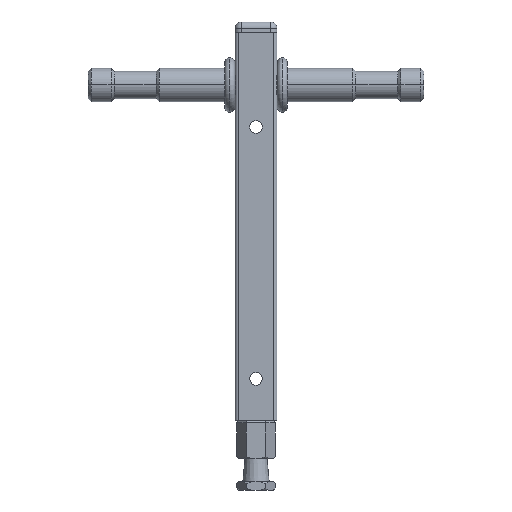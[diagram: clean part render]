
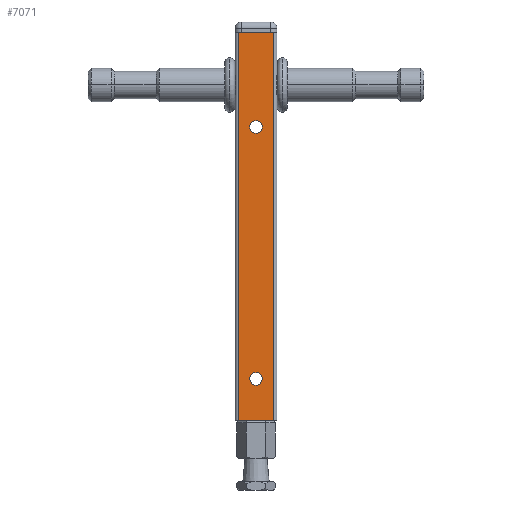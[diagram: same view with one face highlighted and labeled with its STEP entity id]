
A CAD part, left-side view. The second image highlights one B-rep face of the part: STEP entity #7071.
In plain terms, the highlighted planar face has unit normal (-1, 0, 0).
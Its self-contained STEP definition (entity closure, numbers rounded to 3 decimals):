
#503 = DIRECTION ( 'NONE',  ( 1., 0., 0. ) ) ;
#1138 = VERTEX_POINT ( 'NONE', #15283 ) ;
#1287 = VERTEX_POINT ( 'NONE', #2860 ) ;
#1834 = ORIENTED_EDGE ( 'NONE', *, *, #7602, .T. ) ;
#1866 = CARTESIAN_POINT ( 'NONE',  ( -10., 0., 377. ) ) ;
#2711 = VERTEX_POINT ( 'NONE', #16331 ) ;
#2860 = CARTESIAN_POINT ( 'NONE',  ( -10., 8.5, 240. ) ) ;
#3099 = CARTESIAN_POINT ( 'NONE',  ( -10., 0., 260. ) ) ;
#3834 = CARTESIAN_POINT ( 'NONE',  ( -10., -8.5, 425. ) ) ;
#4030 = AXIS2_PLACEMENT_3D ( 'NONE', #3099, #8377, #5577 ) ;
#4075 = CARTESIAN_POINT ( 'NONE',  ( -10., 8.5, 425. ) ) ;
#4218 = CARTESIAN_POINT ( 'NONE',  ( -10., 0., 380. ) ) ;
#4411 = DIRECTION ( 'NONE',  ( 0., 0., -1. ) ) ;
#4464 = FACE_OUTER_BOUND ( 'NONE', #5612, .T. ) ;
#4486 = VERTEX_POINT ( 'NONE', #3834 ) ;
#4679 = CIRCLE ( 'NONE', #14025, 3. ) ;
#4719 = VECTOR ( 'NONE', #14844, 1000. ) ;
#4810 = CIRCLE ( 'NONE', #6645, 3. ) ;
#5134 = LINE ( 'NONE', #5848, #4719 ) ;
#5577 = DIRECTION ( 'NONE',  ( 0., 0., -1. ) ) ;
#5612 = EDGE_LOOP ( 'NONE', ( #15675, #12344, #10057, #6150 ) ) ;
#5848 = CARTESIAN_POINT ( 'NONE',  ( -10., 8.5, 240. ) ) ;
#6150 = ORIENTED_EDGE ( 'NONE', *, *, #10439, .F. ) ;
#6458 = CIRCLE ( 'NONE', #4030, 3. ) ;
#6469 = FACE_BOUND ( 'NONE', #10852, .T. ) ;
#6586 = VECTOR ( 'NONE', #4411, 1000. ) ;
#6645 = AXIS2_PLACEMENT_3D ( 'NONE', #16465, #8849, #7325 ) ;
#6984 = DIRECTION ( 'NONE',  ( 0., 1., 0. ) ) ;
#7071 = ADVANCED_FACE ( 'NONE', ( #13097, #6469, #4464 ), #8204, .F. ) ;
#7204 = VECTOR ( 'NONE', #15319, 1000. ) ;
#7325 = DIRECTION ( 'NONE',  ( 0., 0., -1. ) ) ;
#7343 = CARTESIAN_POINT ( 'NONE',  ( -10., 0., 380. ) ) ;
#7560 = VECTOR ( 'NONE', #11124, 1000. ) ;
#7602 = EDGE_CURVE ( 'NONE', #8030, #13999, #14093, .T. ) ;
#7902 = EDGE_CURVE ( 'NONE', #1138, #9423, #6458, .T. ) ;
#8030 = VERTEX_POINT ( 'NONE', #15008 ) ;
#8034 = DIRECTION ( 'NONE',  ( 1., 0., 0. ) ) ;
#8132 = LINE ( 'NONE', #16063, #7560 ) ;
#8204 = PLANE ( 'NONE',  #14440 ) ;
#8230 = ORIENTED_EDGE ( 'NONE', *, *, #15997, .T. ) ;
#8377 = DIRECTION ( 'NONE',  ( 1., 0., 0. ) ) ;
#8849 = DIRECTION ( 'NONE',  ( 1., 0., 0. ) ) ;
#9423 = VERTEX_POINT ( 'NONE', #11142 ) ;
#9797 = EDGE_CURVE ( 'NONE', #9423, #1138, #4810, .T. ) ;
#10057 = ORIENTED_EDGE ( 'NONE', *, *, #11085, .F. ) ;
#10177 = CARTESIAN_POINT ( 'NONE',  ( -10., 8.5, 425. ) ) ;
#10439 = EDGE_CURVE ( 'NONE', #10966, #4486, #15817, .T. ) ;
#10845 = CARTESIAN_POINT ( 'NONE',  ( -10., 8.5, 425. ) ) ;
#10852 = EDGE_LOOP ( 'NONE', ( #10970, #15557 ) ) ;
#10966 = VERTEX_POINT ( 'NONE', #4075 ) ;
#10970 = ORIENTED_EDGE ( 'NONE', *, *, #9797, .T. ) ;
#11085 = EDGE_CURVE ( 'NONE', #4486, #2711, #13006, .T. ) ;
#11124 = DIRECTION ( 'NONE',  ( 0., 0., -1. ) ) ;
#11142 = CARTESIAN_POINT ( 'NONE',  ( -10., 0., 257. ) ) ;
#11751 = AXIS2_PLACEMENT_3D ( 'NONE', #7343, #13959, #15249 ) ;
#12239 = EDGE_CURVE ( 'NONE', #10966, #1287, #8132, .T. ) ;
#12344 = ORIENTED_EDGE ( 'NONE', *, *, #12354, .T. ) ;
#12354 = EDGE_CURVE ( 'NONE', #1287, #2711, #5134, .T. ) ;
#12513 = EDGE_LOOP ( 'NONE', ( #8230, #1834 ) ) ;
#13006 = LINE ( 'NONE', #16014, #6586 ) ;
#13097 = FACE_BOUND ( 'NONE', #12513, .T. ) ;
#13959 = DIRECTION ( 'NONE',  ( 1., 0., 0. ) ) ;
#13999 = VERTEX_POINT ( 'NONE', #1866 ) ;
#14025 = AXIS2_PLACEMENT_3D ( 'NONE', #4218, #8034, #14484 ) ;
#14093 = CIRCLE ( 'NONE', #11751, 3. ) ;
#14440 = AXIS2_PLACEMENT_3D ( 'NONE', #10845, #503, #6984 ) ;
#14484 = DIRECTION ( 'NONE',  ( 0., 0., -1. ) ) ;
#14844 = DIRECTION ( 'NONE',  ( 0., -1., 0. ) ) ;
#15008 = CARTESIAN_POINT ( 'NONE',  ( -10., 0., 383. ) ) ;
#15249 = DIRECTION ( 'NONE',  ( 0., 0., -1. ) ) ;
#15283 = CARTESIAN_POINT ( 'NONE',  ( -10., 0., 263. ) ) ;
#15319 = DIRECTION ( 'NONE',  ( 0., -1., 0. ) ) ;
#15557 = ORIENTED_EDGE ( 'NONE', *, *, #7902, .T. ) ;
#15675 = ORIENTED_EDGE ( 'NONE', *, *, #12239, .T. ) ;
#15817 = LINE ( 'NONE', #10177, #7204 ) ;
#15997 = EDGE_CURVE ( 'NONE', #13999, #8030, #4679, .T. ) ;
#16014 = CARTESIAN_POINT ( 'NONE',  ( -10., -8.5, 425. ) ) ;
#16063 = CARTESIAN_POINT ( 'NONE',  ( -10., 8.5, 425. ) ) ;
#16331 = CARTESIAN_POINT ( 'NONE',  ( -10., -8.5, 240. ) ) ;
#16465 = CARTESIAN_POINT ( 'NONE',  ( -10., 0., 260. ) ) ;
